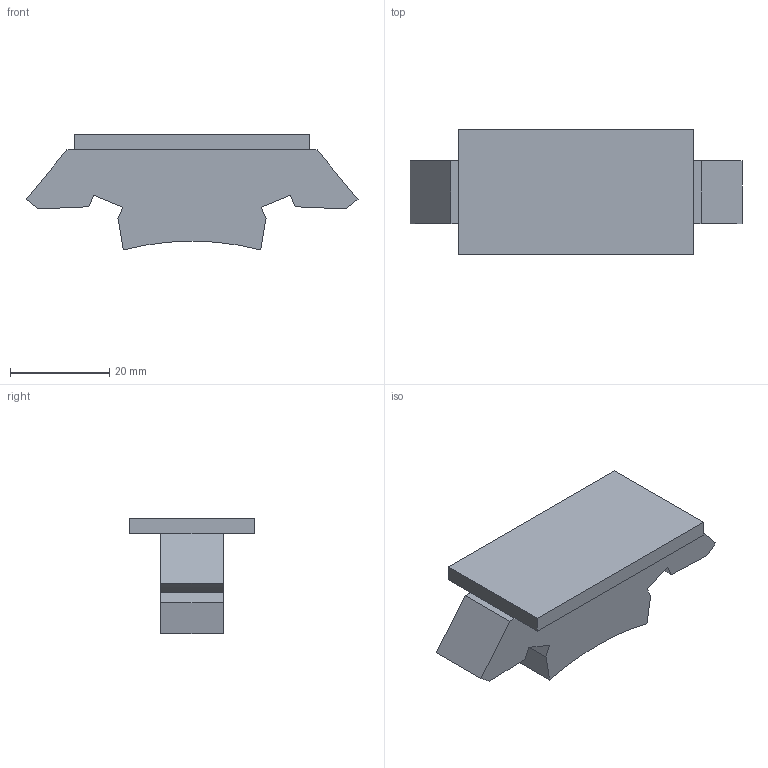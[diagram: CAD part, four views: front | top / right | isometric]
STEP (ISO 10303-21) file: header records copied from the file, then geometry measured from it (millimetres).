
FILE_DESCRIPTION (( 'STEP AP203' ), '1' );
FILE_NAME ('IR piece ver 3.STEP', '2012-04-09T04:28:17', ( 'mrsl' ), ( 'Microsoft' ), 'SwSTEP 2.0', 'SolidWorks 2011', '' );
FILE_SCHEMA (( 'CONFIG_CONTROL_DESIGN' ));
Length unit declared in the file: inch
Products named in the file (1): IR piece ver 3
Bounding box: 66.94 x 25.4 x 23.34 mm (x, y, z)
Volume: 15132.1 mm3; surface area: 5565.1 mm2
Topology: 1 solids, 1 shells, 27 faces, 71 edges, 46 vertices
Faces by surface type: plane 23, cylinder 4
Entity records: 900 total; most frequent: CARTESIAN_POINT 145, ORIENTED_EDGE 142, DIRECTION 135, EDGE_CURVE 71, VECTOR 63, LINE 63, VERTEX_POINT 46, AXIS2_PLACEMENT_3D 36
